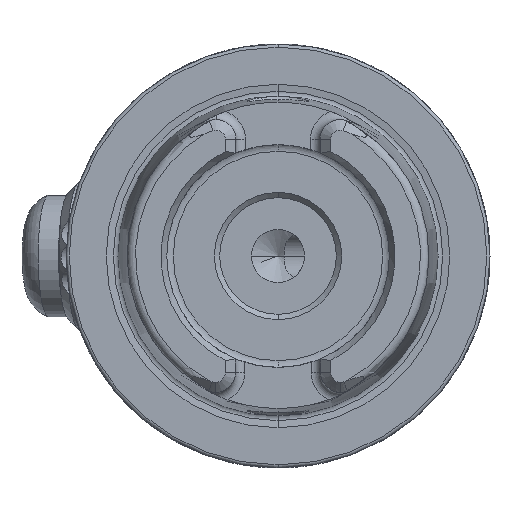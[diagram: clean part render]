
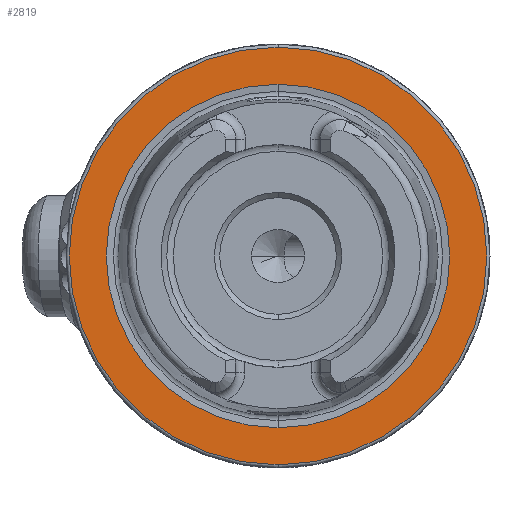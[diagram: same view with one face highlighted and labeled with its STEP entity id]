
A CAD part, left-side view. The second image highlights one B-rep face of the part: STEP entity #2819.
In plain terms, the highlighted planar face has unit normal (-1, 0, 0).
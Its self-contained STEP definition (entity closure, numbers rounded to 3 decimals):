
#188 = ORIENTED_EDGE ( 'NONE', *, *, #1659, .T. ) ;
#661 = DIRECTION ( 'NONE',  ( 0., 0., 1. ) ) ;
#999 = CIRCLE ( 'NONE', #13994, 16.207 ) ;
#1620 = ORIENTED_EDGE ( 'NONE', *, *, #4393, .T. ) ;
#1659 = EDGE_CURVE ( 'NONE', #6119, #12897, #10116, .T. ) ;
#2191 = CIRCLE ( 'NONE', #14297, 16.207 ) ;
#2314 = AXIS2_PLACEMENT_3D ( 'NONE', #5000, #11878, #3992 ) ;
#2430 = FACE_BOUND ( 'NONE', #10493, .T. ) ;
#2819 = ADVANCED_FACE ( 'NONE', ( #2430, #17659 ), #6765, .F. ) ;
#2933 = DIRECTION ( 'NONE',  ( 0., 0., 1. ) ) ;
#3992 = DIRECTION ( 'NONE',  ( 0., 0., 1. ) ) ;
#4393 = EDGE_CURVE ( 'NONE', #12897, #6119, #9447, .T. ) ;
#4720 = CARTESIAN_POINT ( 'NONE',  ( 0., 0., 16.207 ) ) ;
#5000 = CARTESIAN_POINT ( 'NONE',  ( 0., 0., 0. ) ) ;
#6119 = VERTEX_POINT ( 'NONE', #6154 ) ;
#6154 = CARTESIAN_POINT ( 'NONE',  ( 0., 0., -19.7 ) ) ;
#6765 = PLANE ( 'NONE',  #15134 ) ;
#7269 = EDGE_CURVE ( 'NONE', #9987, #9011, #2191, .T. ) ;
#7371 = DIRECTION ( 'NONE',  ( -1., 0., 0. ) ) ;
#7940 = DIRECTION ( 'NONE',  ( 0., 0., -1. ) ) ;
#8171 = DIRECTION ( 'NONE',  ( -1., 0., 0. ) ) ;
#9011 = VERTEX_POINT ( 'NONE', #11578 ) ;
#9447 = CIRCLE ( 'NONE', #11754, 19.7 ) ;
#9721 = CARTESIAN_POINT ( 'NONE',  ( 0., 0., 0. ) ) ;
#9875 = CARTESIAN_POINT ( 'NONE',  ( 0., 0., 19.7 ) ) ;
#9987 = VERTEX_POINT ( 'NONE', #4720 ) ;
#10116 = CIRCLE ( 'NONE', #2314, 19.7 ) ;
#10332 = DIRECTION ( 'NONE',  ( 0., 0., 1. ) ) ;
#10493 = EDGE_LOOP ( 'NONE', ( #15226, #13157 ) ) ;
#10585 = EDGE_LOOP ( 'NONE', ( #1620, #188 ) ) ;
#10745 = DIRECTION ( 'NONE',  ( 1., 0., 0. ) ) ;
#11578 = CARTESIAN_POINT ( 'NONE',  ( 0., 0., -16.207 ) ) ;
#11611 = CARTESIAN_POINT ( 'NONE',  ( 0., 0., 0. ) ) ;
#11754 = AXIS2_PLACEMENT_3D ( 'NONE', #14482, #7371, #661 ) ;
#11878 = DIRECTION ( 'NONE',  ( -1., 0., 0. ) ) ;
#12897 = VERTEX_POINT ( 'NONE', #9875 ) ;
#13157 = ORIENTED_EDGE ( 'NONE', *, *, #16019, .F. ) ;
#13994 = AXIS2_PLACEMENT_3D ( 'NONE', #9721, #8171, #2933 ) ;
#14297 = AXIS2_PLACEMENT_3D ( 'NONE', #11611, #14650, #10332 ) ;
#14482 = CARTESIAN_POINT ( 'NONE',  ( 0., 0., 0. ) ) ;
#14650 = DIRECTION ( 'NONE',  ( -1., 0., 0. ) ) ;
#15134 = AXIS2_PLACEMENT_3D ( 'NONE', #17749, #10745, #7940 ) ;
#15226 = ORIENTED_EDGE ( 'NONE', *, *, #7269, .F. ) ;
#16019 = EDGE_CURVE ( 'NONE', #9011, #9987, #999, .T. ) ;
#17659 = FACE_OUTER_BOUND ( 'NONE', #10585, .T. ) ;
#17749 = CARTESIAN_POINT ( 'NONE',  ( 0., 19.7, 0. ) ) ;
